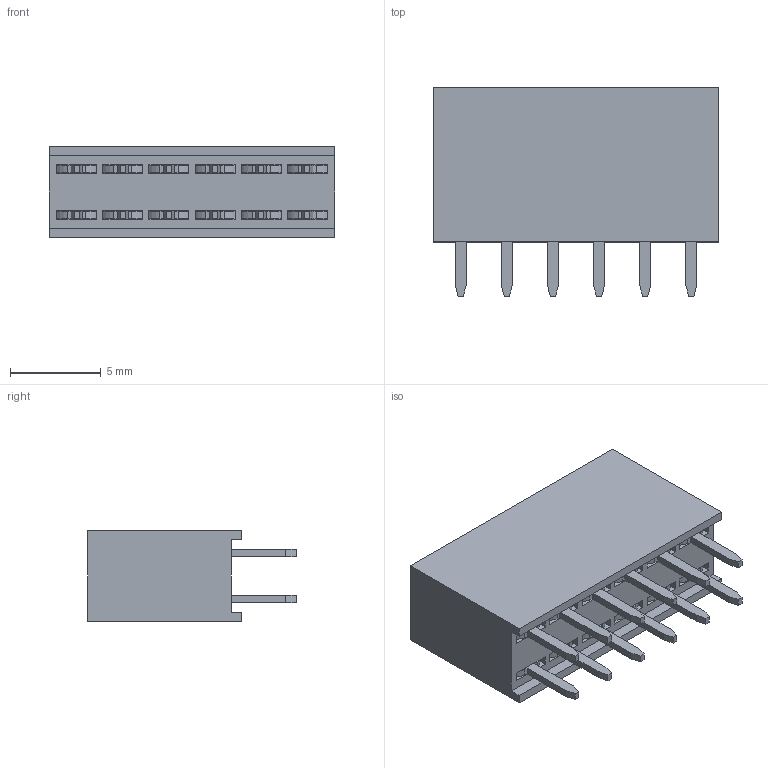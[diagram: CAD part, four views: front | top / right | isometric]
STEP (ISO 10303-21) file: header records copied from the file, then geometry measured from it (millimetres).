
FILE_DESCRIPTION (( 'STEP AP214' ), '1' );
FILE_NAME ('276E512A-9513-4B1F-AD04-486CA34B9394.STEP', '2024-01-06T15:23:11', ( '' ), ( '' ), 'SwSTEP 2.0', 'SolidWorks 2022', '' );
FILE_SCHEMA (( 'AUTOMOTIVE_DESIGN' ));
Length unit declared in the file: millimetre
Products named in the file (1): 276E512A-9513-4B1F-AD04-486CA34B9394
Bounding box: 15.74 x 11.5 x 5 mm (x, y, z)
Volume: 554.6 mm3; surface area: 1456.5 mm2
Topology: 13 solids, 13 shells, 478 faces, 1308 edges, 856 vertices
Faces by surface type: plane 358, cylinder 120
Entity records: 17532 total; most frequent: CARTESIAN_POINT 2643, ORIENTED_EDGE 2616, DIRECTION 2506, EDGE_CURVE 1308, VECTOR 1068, LINE 1068, VERTEX_POINT 856, AXIS2_PLACEMENT_3D 719
